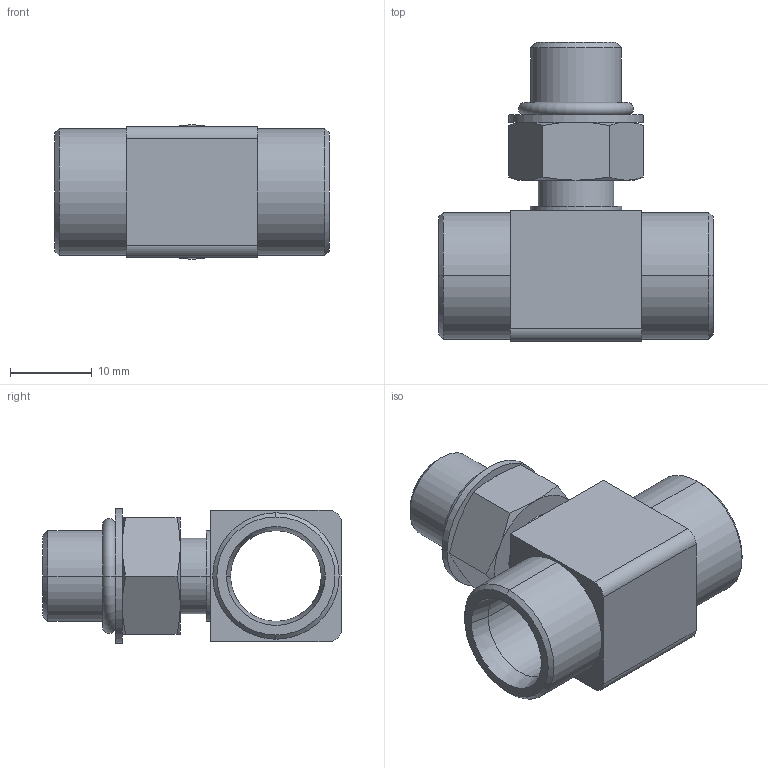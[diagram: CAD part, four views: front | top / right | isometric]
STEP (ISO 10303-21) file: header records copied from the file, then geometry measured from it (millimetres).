
FILE_DESCRIPTION((''),'2;1');
FILE_NAME('ILC30241244','2005-08-18T',('KR'),(''),'PRO/ENGINEER BY PARAMETRIC TECHNOLOGY CORPORATION, 2004290','PRO/ENGINEER BY PARAMETRIC TECHNOLOGY CORPORATION, 2004290','');
FILE_SCHEMA(('AUTOMOTIVE_DESIGN_CC2 { 1 2 10303 214 -1 1 5 2 }'));
Length unit declared in the file: inch
Products named in the file (1): ILC30241244
Bounding box: 33.6 x 36.65 x 16.51 mm (x, y, z)
Volume: 6429.7 mm3; surface area: 4800.2 mm2
Topology: 1 solids, 2 shells, 68 faces, 147 edges, 88 vertices
Faces by surface type: cone 24, plane 20, cylinder 20, torus 4
Entity records: 2601 total; most frequent: CARTESIAN_POINT 459, DIRECTION 327, ORIENTED_EDGE 294, PRESENTATION_STYLE_ASSIGNMENT 154, STYLED_ITEM 148, CURVE_STYLE 147, EDGE_CURVE 147, AXIS2_PLACEMENT_3D 138
